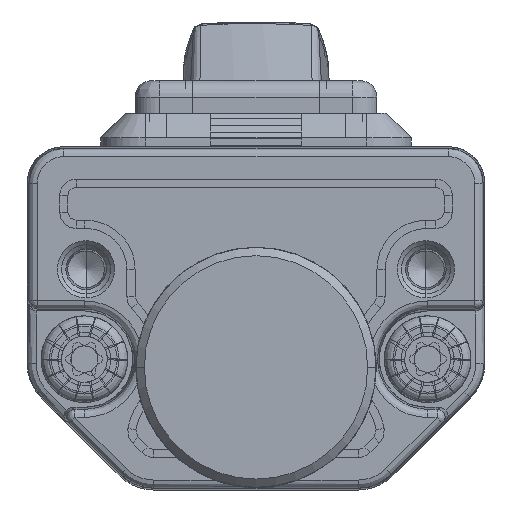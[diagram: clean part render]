
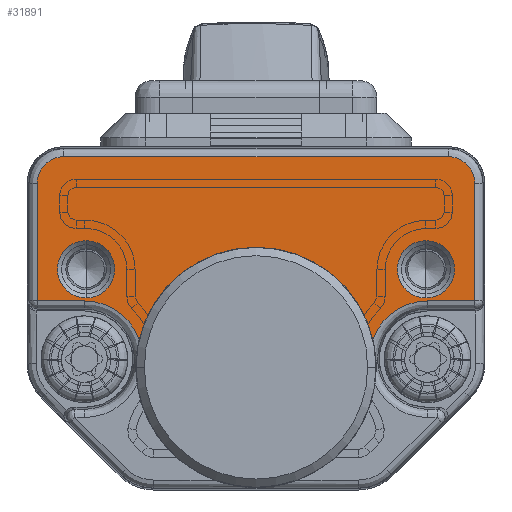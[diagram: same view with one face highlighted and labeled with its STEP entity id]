
A CAD part, left-side view. The second image highlights one B-rep face of the part: STEP entity #31891.
In plain terms, the highlighted face is planar.
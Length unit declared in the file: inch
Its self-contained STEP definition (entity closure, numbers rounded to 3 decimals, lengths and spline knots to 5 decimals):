
#28586=CARTESIAN_POINT('',(13.,8.,10.5));
#28587=DIRECTION('',(-1.,0.,0.));
#28588=DIRECTION('',(0.,1.,0.));
#28589=AXIS2_PLACEMENT_3D('',#28586,#28587,#28588);
#28591=DIRECTION('',(0.,0.,-1.));
#28592=VECTOR('',#28591,2.8909);
#28593=CARTESIAN_POINT('',(13.,11.56353,13.3909));
#28594=LINE('',#28593,#28592);
#28595=DIRECTION('',(0.,-1.,0.));
#28596=VECTOR('',#28595,7.18647);
#28597=CARTESIAN_POINT('',(13.,18.75,13.3909));
#28598=LINE('',#28597,#28596);
#28599=CARTESIAN_POINT('',(13.,18.75,11.75));
#28600=DIRECTION('',(1.,0.,0.));
#28601=DIRECTION('',(0.,1.,0.));
#28602=AXIS2_PLACEMENT_3D('',#28599,#28600,#28601);
#28604=DIRECTION('',(0.,0.,1.));
#28605=VECTOR('',#28604,23.5);
#28606=CARTESIAN_POINT('',(13.,20.3909,-11.75));
#28607=LINE('',#28606,#28605);
#28608=CARTESIAN_POINT('',(13.,18.75,-11.75));
#28609=DIRECTION('',(1.,0.,0.));
#28610=DIRECTION('',(0.,0.,-1.));
#28611=AXIS2_PLACEMENT_3D('',#28608,#28609,#28610);
#28613=DIRECTION('',(0.,1.,0.));
#28614=VECTOR('',#28613,7.18647);
#28615=CARTESIAN_POINT('',(13.,11.56353,-13.3909));
#28616=LINE('',#28615,#28614);
#28617=DIRECTION('',(0.,0.,-1.));
#28618=VECTOR('',#28617,2.8909);
#28619=CARTESIAN_POINT('',(13.,11.56353,-10.5));
#28620=LINE('',#28619,#28618);
#28621=CARTESIAN_POINT('',(13.,8.,-10.5));
#28622=DIRECTION('',(-1.,0.,0.));
#28623=DIRECTION('',(0.,0.34,0.941));
#28624=AXIS2_PLACEMENT_3D('',#28621,#28622,#28623);
#28626=CARTESIAN_POINT('',(13.,7.5,0.));
#28627=DIRECTION('',(1.,0.,0.));
#28628=DIRECTION('',(0.,0.233,-0.973));
#28629=AXIS2_PLACEMENT_3D('',#28626,#28627,#28628);
#28685=CARTESIAN_POINT('',(13.,13.5,-10.3923));
#28686=DIRECTION('',(-1.,0.,0.));
#28687=DIRECTION('',(0.,1.,0.));
#28688=AXIS2_PLACEMENT_3D('',#28685,#28686,#28687);
#28690=CARTESIAN_POINT('',(13.,13.5,-10.3923));
#28691=DIRECTION('',(-1.,0.,0.));
#28692=DIRECTION('',(0.,-1.,0.));
#28693=AXIS2_PLACEMENT_3D('',#28690,#28691,#28692);
#28695=CARTESIAN_POINT('',(13.,13.5,10.3923));
#28696=DIRECTION('',(-1.,0.,0.));
#28697=DIRECTION('',(0.,1.,0.));
#28698=AXIS2_PLACEMENT_3D('',#28695,#28696,#28697);
#28700=CARTESIAN_POINT('',(13.,13.5,10.3923));
#28701=DIRECTION('',(-1.,0.,0.));
#28702=DIRECTION('',(0.,-1.,0.));
#28703=AXIS2_PLACEMENT_3D('',#28700,#28701,#28702);
#29342=CARTESIAN_POINT('',(13.,20.3909,11.75));
#29343=CARTESIAN_POINT('',(13.,18.75,13.3909));
#29344=VERTEX_POINT('',#29342);
#29345=VERTEX_POINT('',#29343);
#29350=CARTESIAN_POINT('',(13.,20.3909,-11.75));
#29351=VERTEX_POINT('',#29350);
#29354=CARTESIAN_POINT('',(13.,18.75,-13.3909));
#29355=VERTEX_POINT('',#29354);
#29390=CARTESIAN_POINT('',(13.,11.56353,10.5));
#29391=CARTESIAN_POINT('',(13.,9.21015,7.14824));
#29392=VERTEX_POINT('',#29390);
#29393=VERTEX_POINT('',#29391);
#29422=CARTESIAN_POINT('',(13.,11.56353,13.3909));
#29423=VERTEX_POINT('',#29422);
#29432=CARTESIAN_POINT('',(13.,9.21015,-7.14824));
#29433=CARTESIAN_POINT('',(13.,11.56353,-10.5));
#29434=VERTEX_POINT('',#29432);
#29435=VERTEX_POINT('',#29433);
#29464=CARTESIAN_POINT('',(13.,11.56353,-13.3909));
#29465=VERTEX_POINT('',#29464);
#29664=CARTESIAN_POINT('',(13.,15.25,-10.3923));
#29665=CARTESIAN_POINT('',(13.,11.75,-10.3923));
#29666=VERTEX_POINT('',#29664);
#29667=VERTEX_POINT('',#29665);
#29668=CARTESIAN_POINT('',(13.,15.25,10.3923));
#29669=CARTESIAN_POINT('',(13.,11.75,10.3923));
#29670=VERTEX_POINT('',#29668);
#29671=VERTEX_POINT('',#29669);
#31852=CARTESIAN_POINT('',(13.,0.,0.));
#31853=DIRECTION('',(1.,0.,0.));
#31854=DIRECTION('',(0.,0.,-1.));
#31855=AXIS2_PLACEMENT_3D('',#31852,#31853,#31854);
#31856=PLANE('',#31855);
#31858=ORIENTED_EDGE('',*,*,#31857,.F.);
#31860=ORIENTED_EDGE('',*,*,#31859,.F.);
#31862=ORIENTED_EDGE('',*,*,#31861,.F.);
#31864=ORIENTED_EDGE('',*,*,#31863,.F.);
#31866=ORIENTED_EDGE('',*,*,#31865,.F.);
#31868=ORIENTED_EDGE('',*,*,#31867,.F.);
#31870=ORIENTED_EDGE('',*,*,#31869,.F.);
#31872=ORIENTED_EDGE('',*,*,#31871,.F.);
#31874=ORIENTED_EDGE('',*,*,#31873,.F.);
#31876=ORIENTED_EDGE('',*,*,#31875,.T.);
#31877=EDGE_LOOP('',(#31858,#31860,#31862,#31864,#31866,#31868,#31870,#31872,
#31874,#31876));
#31878=FACE_OUTER_BOUND('',#31877,.F.);
#31880=ORIENTED_EDGE('',*,*,#31879,.F.);
#31882=ORIENTED_EDGE('',*,*,#31881,.F.);
#31883=EDGE_LOOP('',(#31880,#31882));
#31884=FACE_BOUND('',#31883,.F.);
#31886=ORIENTED_EDGE('',*,*,#31885,.F.);
#31888=ORIENTED_EDGE('',*,*,#31887,.F.);
#31889=EDGE_LOOP('',(#31886,#31888));
#31890=FACE_BOUND('',#31889,.F.);
#31891=ADVANCED_FACE('',(#31878,#31884,#31890),#31856,.T.);
#28590=CIRCLE('',#28589,3.56353);
#28603=CIRCLE('',#28602,1.6409);
#28612=CIRCLE('',#28611,1.6409);
#28625=CIRCLE('',#28624,3.56353);
#28630=CIRCLE('',#28629,7.35);
#28689=CIRCLE('',#28688,1.75);
#28694=CIRCLE('',#28693,1.75);
#28699=CIRCLE('',#28698,1.75);
#28704=CIRCLE('',#28703,1.75);
#31857=EDGE_CURVE('',#29392,#29393,#28590,.T.);
#31859=EDGE_CURVE('',#29423,#29392,#28594,.T.);
#31861=EDGE_CURVE('',#29345,#29423,#28598,.T.);
#31863=EDGE_CURVE('',#29344,#29345,#28603,.T.);
#31865=EDGE_CURVE('',#29351,#29344,#28607,.T.);
#31867=EDGE_CURVE('',#29355,#29351,#28612,.T.);
#31869=EDGE_CURVE('',#29465,#29355,#28616,.T.);
#31871=EDGE_CURVE('',#29435,#29465,#28620,.T.);
#31873=EDGE_CURVE('',#29434,#29435,#28625,.T.);
#31875=EDGE_CURVE('',#29434,#29393,#28630,.T.);
#31879=EDGE_CURVE('',#29666,#29667,#28689,.T.);
#31881=EDGE_CURVE('',#29667,#29666,#28694,.T.);
#31885=EDGE_CURVE('',#29670,#29671,#28699,.T.);
#31887=EDGE_CURVE('',#29671,#29670,#28704,.T.);
